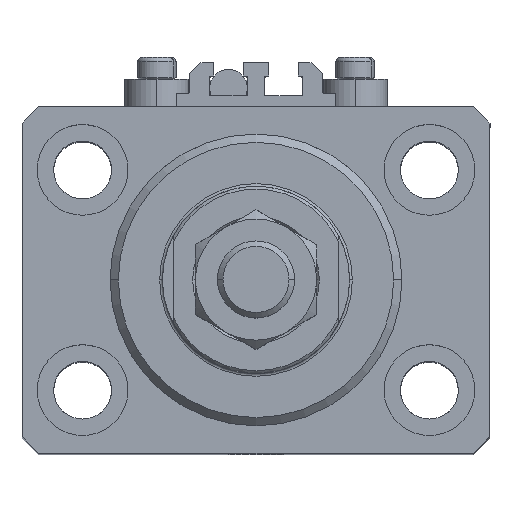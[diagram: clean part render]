
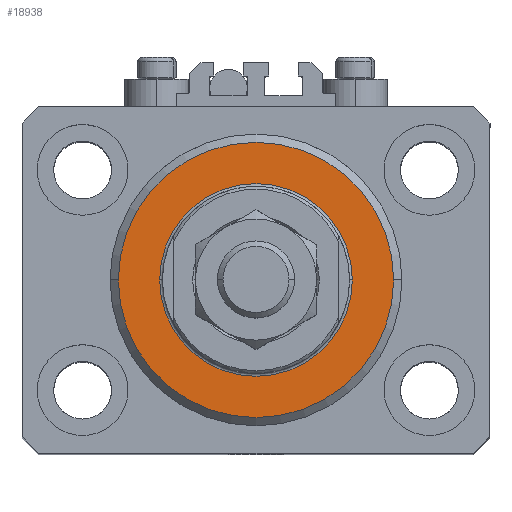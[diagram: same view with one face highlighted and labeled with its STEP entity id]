
A CAD part, top view. The second image highlights one B-rep face of the part: STEP entity #18938.
In plain terms, the highlighted face is planar.
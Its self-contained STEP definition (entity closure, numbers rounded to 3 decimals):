
#25 = AXIS2_PLACEMENT_3D ( 'NONE', #49972, #4742, #11582 ) ;
#1396 = VERTEX_POINT ( 'NONE', #21822 ) ;
#4742 = DIRECTION ( 'NONE',  ( 0., 0., 1. ) ) ;
#4967 = AXIS2_PLACEMENT_3D ( 'NONE', #35003, #15796, #45864 ) ;
#5456 = CARTESIAN_POINT ( 'NONE',  ( -17.5, 0., 0. ) ) ;
#6630 = EDGE_LOOP ( 'NONE', ( #41198, #7620 ) ) ;
#6661 = DIRECTION ( 'NONE',  ( 1., 0., 0. ) ) ;
#6907 = CARTESIAN_POINT ( 'NONE',  ( 0., 0., 0. ) ) ;
#7620 = ORIENTED_EDGE ( 'NONE', *, *, #17634, .T. ) ;
#10500 = ORIENTED_EDGE ( 'NONE', *, *, #20396, .T. ) ;
#10946 = PLANE ( 'NONE',  #39693 ) ;
#11204 = FACE_OUTER_BOUND ( 'NONE', #25937, .T. ) ;
#11582 = DIRECTION ( 'NONE',  ( 1., 0., 0. ) ) ;
#14740 = FACE_BOUND ( 'NONE', #6630, .T. ) ;
#15796 = DIRECTION ( 'NONE',  ( 0., 0., 1. ) ) ;
#16436 = EDGE_CURVE ( 'NONE', #1396, #47225, #20379, .T. ) ;
#17634 = EDGE_CURVE ( 'NONE', #33438, #33044, #38874, .T. ) ;
#18938 = ADVANCED_FACE ( 'NONE', ( #14740, #11204 ), #10946, .F. ) ;
#19997 = CARTESIAN_POINT ( 'NONE',  ( -25., 0., 0. ) ) ;
#20294 = CARTESIAN_POINT ( 'NONE',  ( 17.5, 0., 0. ) ) ;
#20344 = CIRCLE ( 'NONE', #30838, 25. ) ;
#20379 = CIRCLE ( 'NONE', #33284, 25. ) ;
#20396 = EDGE_CURVE ( 'NONE', #47225, #1396, #20344, .T. ) ;
#21822 = CARTESIAN_POINT ( 'NONE',  ( 25., 0., 0. ) ) ;
#21979 = DIRECTION ( 'NONE',  ( 0., 0., -1. ) ) ;
#25937 = EDGE_LOOP ( 'NONE', ( #34032, #10500 ) ) ;
#26021 = CARTESIAN_POINT ( 'NONE',  ( 0., 0., 0. ) ) ;
#26975 = DIRECTION ( 'NONE',  ( 0., 0., -1. ) ) ;
#30838 = AXIS2_PLACEMENT_3D ( 'NONE', #26021, #21979, #37608 ) ;
#33044 = VERTEX_POINT ( 'NONE', #20294 ) ;
#33284 = AXIS2_PLACEMENT_3D ( 'NONE', #38834, #26975, #34291 ) ;
#33438 = VERTEX_POINT ( 'NONE', #5456 ) ;
#33943 = DIRECTION ( 'NONE',  ( 0., 0., 1. ) ) ;
#34032 = ORIENTED_EDGE ( 'NONE', *, *, #16436, .T. ) ;
#34291 = DIRECTION ( 'NONE',  ( 1., 0., 0. ) ) ;
#35003 = CARTESIAN_POINT ( 'NONE',  ( 0., 0., 0. ) ) ;
#37608 = DIRECTION ( 'NONE',  ( 1., 0., 0. ) ) ;
#38834 = CARTESIAN_POINT ( 'NONE',  ( 0., 0., 0. ) ) ;
#38874 = CIRCLE ( 'NONE', #4967, 17.5 ) ;
#39693 = AXIS2_PLACEMENT_3D ( 'NONE', #6907, #33943, #6661 ) ;
#41198 = ORIENTED_EDGE ( 'NONE', *, *, #41718, .T. ) ;
#41718 = EDGE_CURVE ( 'NONE', #33044, #33438, #43581, .T. ) ;
#43581 = CIRCLE ( 'NONE', #25, 17.5 ) ;
#45864 = DIRECTION ( 'NONE',  ( 1., 0., 0. ) ) ;
#47225 = VERTEX_POINT ( 'NONE', #19997 ) ;
#49972 = CARTESIAN_POINT ( 'NONE',  ( 0., 0., 0. ) ) ;
